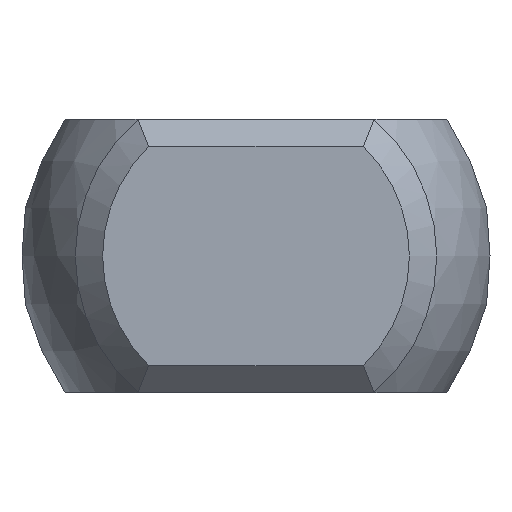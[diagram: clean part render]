
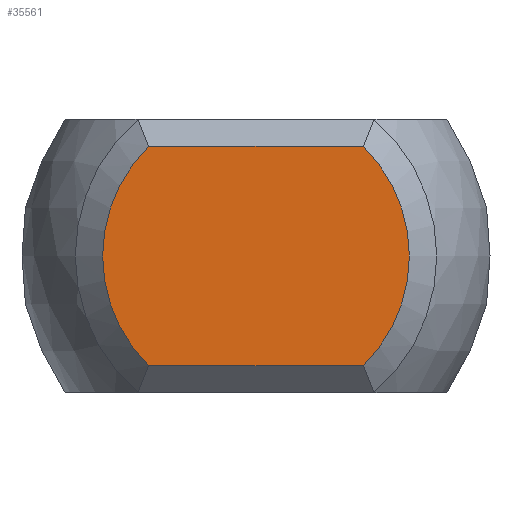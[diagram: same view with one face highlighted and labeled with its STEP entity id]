
A CAD part, left-side view. The second image highlights one B-rep face of the part: STEP entity #35561.
In plain terms, the highlighted planar face has unit normal (-1, 0, 0).
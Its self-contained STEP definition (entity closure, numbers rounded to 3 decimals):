
#33970 = PLANE('',#33971);
#33971 = AXIS2_PLACEMENT_3D('',#33972,#33973,#33974);
#33972 = CARTESIAN_POINT('',(-24.75,3.125,2.25));
#33973 = DIRECTION('',(-0.707,0.,0.707));
#33974 = DIRECTION('',(0.707,0.,0.707));
#35205 = EDGE_CURVE('',#35206,#35208,#35210,.T.);
#35206 = VERTEX_POINT('',#35207);
#35207 = CARTESIAN_POINT('',(-25.,-1.96,-2.));
#35208 = VERTEX_POINT('',#35209);
#35209 = CARTESIAN_POINT('',(-25.,1.96,-2.));
#35210 = SURFACE_CURVE('',#35211,(#35215,#35227),.PCURVE_S1.);
#35211 = LINE('',#35212,#35213);
#35212 = CARTESIAN_POINT('',(-25.,-3.125,-2.));
#35213 = VECTOR('',#35214,1.);
#35214 = DIRECTION('',(0.,1.,0.));
#35215 = PCURVE('',#35216,#35221);
#35216 = PLANE('',#35217);
#35217 = AXIS2_PLACEMENT_3D('',#35218,#35219,#35220);
#35218 = CARTESIAN_POINT('',(-24.75,-3.125,-2.25));
#35219 = DIRECTION('',(-0.707,0.,
    -0.707));
#35220 = DIRECTION('',(-0.707,0.,0.707));
#35221 = DEFINITIONAL_REPRESENTATION('',(#35222),#35226);
#35222 = LINE('',#35223,#35224);
#35223 = CARTESIAN_POINT('',(0.354,0.));
#35224 = VECTOR('',#35225,1.);
#35225 = DIRECTION('',(0.,1.));
#35226 = ( GEOMETRIC_REPRESENTATION_CONTEXT(2) 
PARAMETRIC_REPRESENTATION_CONTEXT() REPRESENTATION_CONTEXT('2D SPACE',''
  ) );
#35227 = PCURVE('',#35228,#35233);
#35228 = PLANE('',#35229);
#35229 = AXIS2_PLACEMENT_3D('',#35230,#35231,#35232);
#35230 = CARTESIAN_POINT('',(-25.,0.,0.));
#35231 = DIRECTION('',(1.,0.,0.));
#35232 = DIRECTION('',(0.,0.,-1.));
#35233 = DEFINITIONAL_REPRESENTATION('',(#35234),#35238);
#35234 = LINE('',#35235,#35236);
#35235 = CARTESIAN_POINT('',(2.,-3.125));
#35236 = VECTOR('',#35237,1.);
#35237 = DIRECTION('',(0.,1.));
#35238 = ( GEOMETRIC_REPRESENTATION_CONTEXT(2) 
PARAMETRIC_REPRESENTATION_CONTEXT() REPRESENTATION_CONTEXT('2D SPACE',''
  ) );
#35258 = CONICAL_SURFACE('',#35259,3.05,0.785);
#35259 = AXIS2_PLACEMENT_3D('',#35260,#35261,#35262);
#35260 = CARTESIAN_POINT('',(-24.75,0.,0.));
#35261 = DIRECTION('',(1.,0.,0.));
#35262 = DIRECTION('',(-0.,1.,0.));
#35308 = CONICAL_SURFACE('',#35309,3.05,0.785);
#35309 = AXIS2_PLACEMENT_3D('',#35310,#35311,#35312);
#35310 = CARTESIAN_POINT('',(-24.75,0.,0.));
#35311 = DIRECTION('',(1.,0.,0.));
#35312 = DIRECTION('',(0.,-1.,0.));
#35322 = EDGE_CURVE('',#35323,#35325,#35327,.T.);
#35323 = VERTEX_POINT('',#35324);
#35324 = CARTESIAN_POINT('',(-25.,1.96,2.));
#35325 = VERTEX_POINT('',#35326);
#35326 = CARTESIAN_POINT('',(-25.,-1.96,2.));
#35327 = SURFACE_CURVE('',#35328,(#35332,#35339),.PCURVE_S1.);
#35328 = LINE('',#35329,#35330);
#35329 = CARTESIAN_POINT('',(-25.,3.125,2.));
#35330 = VECTOR('',#35331,1.);
#35331 = DIRECTION('',(0.,-1.,0.));
#35332 = PCURVE('',#33970,#35333);
#35333 = DEFINITIONAL_REPRESENTATION('',(#35334),#35338);
#35334 = LINE('',#35335,#35336);
#35335 = CARTESIAN_POINT('',(-0.354,0.));
#35336 = VECTOR('',#35337,1.);
#35337 = DIRECTION('',(0.,-1.));
#35338 = ( GEOMETRIC_REPRESENTATION_CONTEXT(2) 
PARAMETRIC_REPRESENTATION_CONTEXT() REPRESENTATION_CONTEXT('2D SPACE',''
  ) );
#35339 = PCURVE('',#35228,#35340);
#35340 = DEFINITIONAL_REPRESENTATION('',(#35341),#35345);
#35341 = LINE('',#35342,#35343);
#35342 = CARTESIAN_POINT('',(-2.,3.125));
#35343 = VECTOR('',#35344,1.);
#35344 = DIRECTION('',(0.,-1.));
#35345 = ( GEOMETRIC_REPRESENTATION_CONTEXT(2) 
PARAMETRIC_REPRESENTATION_CONTEXT() REPRESENTATION_CONTEXT('2D SPACE',''
  ) );
#35418 = EDGE_CURVE('',#35325,#35206,#35419,.T.);
#35419 = SURFACE_CURVE('',#35420,(#35425,#35432),.PCURVE_S1.);
#35420 = CIRCLE('',#35421,2.8);
#35421 = AXIS2_PLACEMENT_3D('',#35422,#35423,#35424);
#35422 = CARTESIAN_POINT('',(-25.,0.,0.));
#35423 = DIRECTION('',(1.,0.,0.));
#35424 = DIRECTION('',(0.,-1.,0.));
#35425 = PCURVE('',#35308,#35426);
#35426 = DEFINITIONAL_REPRESENTATION('',(#35427),#35431);
#35427 = LINE('',#35428,#35429);
#35428 = CARTESIAN_POINT('',(-6.283,-0.25));
#35429 = VECTOR('',#35430,1.);
#35430 = DIRECTION('',(1.,0.));
#35431 = ( GEOMETRIC_REPRESENTATION_CONTEXT(2) 
PARAMETRIC_REPRESENTATION_CONTEXT() REPRESENTATION_CONTEXT('2D SPACE',''
  ) );
#35432 = PCURVE('',#35228,#35433);
#35433 = DEFINITIONAL_REPRESENTATION('',(#35434),#35438);
#35434 = CIRCLE('',#35435,2.8);
#35435 = AXIS2_PLACEMENT_2D('',#35436,#35437);
#35436 = CARTESIAN_POINT('',(0.,0.));
#35437 = DIRECTION('',(0.,-1.));
#35438 = ( GEOMETRIC_REPRESENTATION_CONTEXT(2) 
PARAMETRIC_REPRESENTATION_CONTEXT() REPRESENTATION_CONTEXT('2D SPACE',''
  ) );
#35444 = EDGE_CURVE('',#35208,#35323,#35445,.T.);
#35445 = SURFACE_CURVE('',#35446,(#35451,#35458),.PCURVE_S1.);
#35446 = CIRCLE('',#35447,2.8);
#35447 = AXIS2_PLACEMENT_3D('',#35448,#35449,#35450);
#35448 = CARTESIAN_POINT('',(-25.,0.,0.));
#35449 = DIRECTION('',(1.,0.,0.));
#35450 = DIRECTION('',(-0.,1.,0.));
#35451 = PCURVE('',#35258,#35452);
#35452 = DEFINITIONAL_REPRESENTATION('',(#35453),#35457);
#35453 = LINE('',#35454,#35455);
#35454 = CARTESIAN_POINT('',(0.,-0.25));
#35455 = VECTOR('',#35456,1.);
#35456 = DIRECTION('',(1.,0.));
#35457 = ( GEOMETRIC_REPRESENTATION_CONTEXT(2) 
PARAMETRIC_REPRESENTATION_CONTEXT() REPRESENTATION_CONTEXT('2D SPACE',''
  ) );
#35458 = PCURVE('',#35228,#35459);
#35459 = DEFINITIONAL_REPRESENTATION('',(#35460),#35464);
#35460 = CIRCLE('',#35461,2.8);
#35461 = AXIS2_PLACEMENT_2D('',#35462,#35463);
#35462 = CARTESIAN_POINT('',(0.,0.));
#35463 = DIRECTION('',(0.,1.));
#35464 = ( GEOMETRIC_REPRESENTATION_CONTEXT(2) 
PARAMETRIC_REPRESENTATION_CONTEXT() REPRESENTATION_CONTEXT('2D SPACE',''
  ) );
#35561 = ADVANCED_FACE('',(#35562),#35228,.F.);
#35562 = FACE_BOUND('',#35563,.T.);
#35563 = EDGE_LOOP('',(#35564,#35565,#35566,#35567));
#35564 = ORIENTED_EDGE('',*,*,#35322,.F.);
#35565 = ORIENTED_EDGE('',*,*,#35444,.F.);
#35566 = ORIENTED_EDGE('',*,*,#35205,.F.);
#35567 = ORIENTED_EDGE('',*,*,#35418,.F.);
